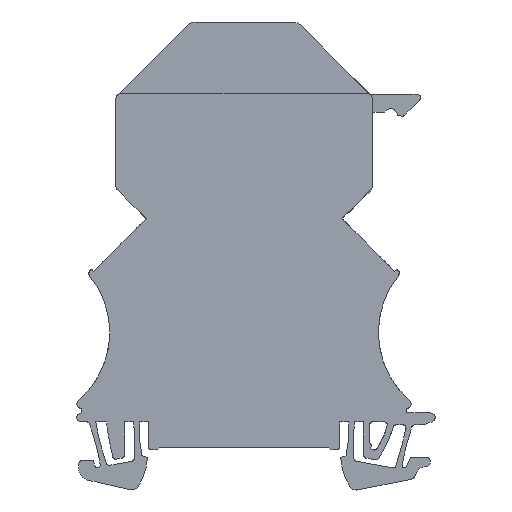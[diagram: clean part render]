
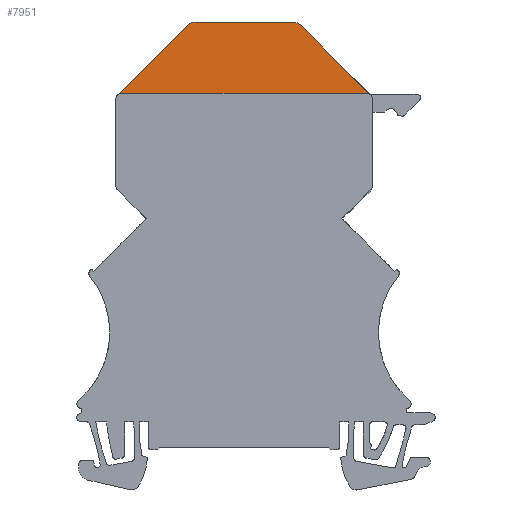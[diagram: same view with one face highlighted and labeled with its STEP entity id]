
A CAD part, left-side view. The second image highlights one B-rep face of the part: STEP entity #7951.
In plain terms, the highlighted planar face has unit normal (-1, 0, 0).
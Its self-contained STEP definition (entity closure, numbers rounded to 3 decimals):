
#2263=AXIS2_PLACEMENT_3D('Circle Axis2P3D',#2261,#2262,$) ;
#2344=AXIS2_PLACEMENT_3D('Circle Axis2P3D',#2342,#2343,$) ;
#7724=AXIS2_PLACEMENT_3D('Plane Axis2P3D',#7721,#7722,#7723) ;
#2261=CARTESIAN_POINT('Axis2P3D Location',(1.2,11.5,65.45)) ;
#2265=CARTESIAN_POINT('Vertex',(1.2,11.006,66.32)) ;
#2267=CARTESIAN_POINT('Vertex',(1.2,11.5,66.45)) ;
#2310=CARTESIAN_POINT('Line Origine',(1.2,32.,66.45)) ;
#2314=CARTESIAN_POINT('Vertex',(1.2,52.5,66.45)) ;
#2342=CARTESIAN_POINT('Axis2P3D Location',(1.2,52.5,65.45)) ;
#2346=CARTESIAN_POINT('Vertex',(1.2,52.928,66.354)) ;
#7721=CARTESIAN_POINT('Axis2P3D Location',(1.2,32.,6.75)) ;
#7896=CARTESIAN_POINT('Line Origine',(1.2,31.883,78.377)) ;
#7900=CARTESIAN_POINT('Vertex',(1.2,23.583,78.351)) ;
#7902=CARTESIAN_POINT('Vertex',(1.2,40.183,78.402)) ;
#7906=CARTESIAN_POINT('Control Point',(1.2,41.245,77.966)) ;
#7907=CARTESIAN_POINT('Control Point',(1.2,41.145,78.065)) ;
#7908=CARTESIAN_POINT('Control Point',(1.2,41.033,78.153)) ;
#7909=CARTESIAN_POINT('Control Point',(1.2,40.911,78.227)) ;
#7910=CARTESIAN_POINT('Control Point',(1.2,40.696,78.326)) ;
#7911=CARTESIAN_POINT('Control Point',(1.2,40.466,78.38)) ;
#7912=CARTESIAN_POINT('Control Point',(1.2,40.371,78.395)) ;
#7913=CARTESIAN_POINT('Control Point',(1.2,40.277,78.402)) ;
#7914=CARTESIAN_POINT('Control Point',(1.2,40.183,78.402)) ;
#7915=CARTESIAN_POINT('Vertex',(1.2,41.245,77.966)) ;
#7918=CARTESIAN_POINT('Line Origine',(1.2,47.087,72.16)) ;
#7923=CARTESIAN_POINT('Line Origine',(1.2,16.765,72.114)) ;
#7927=CARTESIAN_POINT('Vertex',(1.2,22.524,77.909)) ;
#7931=CARTESIAN_POINT('Control Point',(1.2,23.583,78.351)) ;
#7932=CARTESIAN_POINT('Control Point',(1.2,23.442,78.351)) ;
#7933=CARTESIAN_POINT('Control Point',(1.2,23.301,78.334)) ;
#7934=CARTESIAN_POINT('Control Point',(1.2,23.162,78.3)) ;
#7935=CARTESIAN_POINT('Control Point',(1.2,22.94,78.217)) ;
#7936=CARTESIAN_POINT('Control Point',(1.2,22.739,78.093)) ;
#7937=CARTESIAN_POINT('Control Point',(1.2,22.662,78.037)) ;
#7938=CARTESIAN_POINT('Control Point',(1.2,22.59,77.976)) ;
#7939=CARTESIAN_POINT('Control Point',(1.2,22.524,77.909)) ;
#2262=DIRECTION('Axis2P3D Direction',(-1.,0.,0.)) ;
#2311=DIRECTION('Vector Direction',(0.,1.,0.)) ;
#2343=DIRECTION('Axis2P3D Direction',(-1.,0.,0.)) ;
#7722=DIRECTION('Axis2P3D Direction',(-1.,0.,0.)) ;
#7723=DIRECTION('Axis2P3D XDirection',(0.,-1.,0.)) ;
#7897=DIRECTION('Vector Direction',(0.,1.,0.003)) ;
#7919=DIRECTION('Vector Direction',(0.,-0.709,0.705)) ;
#7924=DIRECTION('Vector Direction',(0.,-0.705,-0.709)) ;
#2312=VECTOR('Line Direction',#2311,1.) ;
#7898=VECTOR('Line Direction',#7897,1.) ;
#7920=VECTOR('Line Direction',#7919,1.) ;
#7925=VECTOR('Line Direction',#7924,1.) ;
#7942=ORIENTED_EDGE('',*,*,#7904,.T.) ;
#7943=ORIENTED_EDGE('',*,*,#7917,.T.) ;
#7944=ORIENTED_EDGE('',*,*,#7922,.F.) ;
#7945=ORIENTED_EDGE('',*,*,#2348,.F.) ;
#7946=ORIENTED_EDGE('',*,*,#2316,.F.) ;
#7947=ORIENTED_EDGE('',*,*,#2269,.F.) ;
#7948=ORIENTED_EDGE('',*,*,#7929,.F.) ;
#7949=ORIENTED_EDGE('',*,*,#7940,.T.) ;
#7951=ADVANCED_FACE('KLTR',(#7950),#7725,.T.) ;
#7905=B_SPLINE_CURVE_WITH_KNOTS('',5,(#7906,#7907,#7908,#7909,#7910,#7911,#7912,#7913,#7914),.UNSPECIFIED.,.F.,.U.,(6,3,6),(0.,1.,1.665),.UNSPECIFIED.) ;
#7930=B_SPLINE_CURVE_WITH_KNOTS('',5,(#7931,#7932,#7933,#7934,#7935,#7936,#7937,#7938,#7939),.UNSPECIFIED.,.F.,.U.,(6,3,6),(0.,1.,1.665),.UNSPECIFIED.) ;
#2264=CIRCLE('generated circle',#2263,1.) ;
#2345=CIRCLE('generated circle',#2344,1.) ;
#2269=EDGE_CURVE('',#2266,#2268,#2264,.T.) ;
#2316=EDGE_CURVE('',#2268,#2315,#2313,.T.) ;
#2348=EDGE_CURVE('',#2315,#2347,#2345,.T.) ;
#7904=EDGE_CURVE('',#7901,#7903,#7899,.T.) ;
#7917=EDGE_CURVE('',#7903,#7916,#7905,.F.) ;
#7922=EDGE_CURVE('',#2347,#7916,#7921,.T.) ;
#7929=EDGE_CURVE('',#7928,#2266,#7926,.T.) ;
#7940=EDGE_CURVE('',#7928,#7901,#7930,.F.) ;
#7941=EDGE_LOOP('',(#7942,#7943,#7944,#7945,#7946,#7947,#7948,#7949)) ;
#7950=FACE_OUTER_BOUND('',#7941,.T.) ;
#2313=LINE('Line',#2310,#2312) ;
#7899=LINE('Line',#7896,#7898) ;
#7921=LINE('Line',#7918,#7920) ;
#7926=LINE('Line',#7923,#7925) ;
#7725=PLANE('',#7724) ;
#2266=VERTEX_POINT('',#2265) ;
#2268=VERTEX_POINT('',#2267) ;
#2315=VERTEX_POINT('',#2314) ;
#2347=VERTEX_POINT('',#2346) ;
#7901=VERTEX_POINT('',#7900) ;
#7903=VERTEX_POINT('',#7902) ;
#7916=VERTEX_POINT('',#7915) ;
#7928=VERTEX_POINT('',#7927) ;
